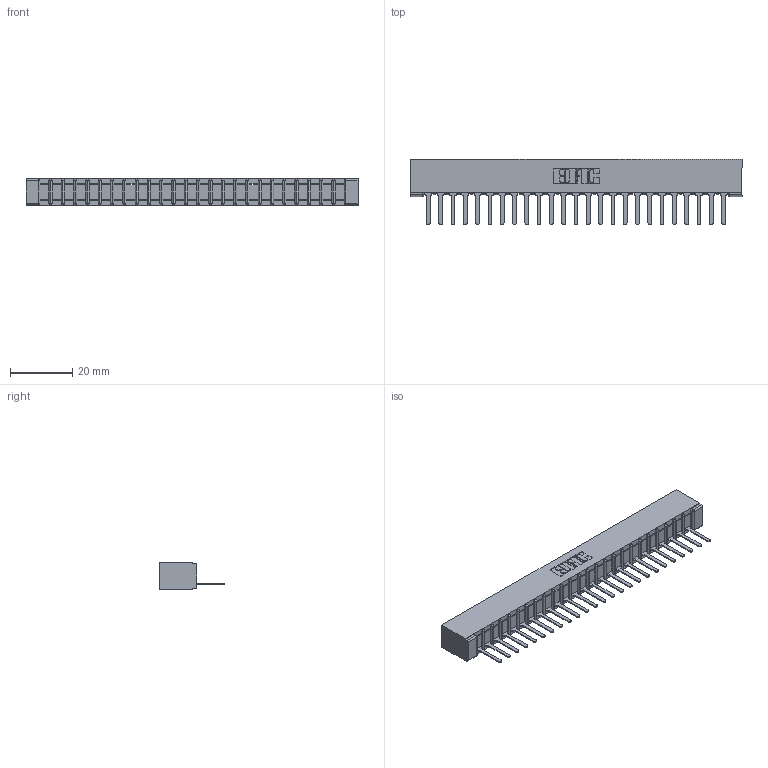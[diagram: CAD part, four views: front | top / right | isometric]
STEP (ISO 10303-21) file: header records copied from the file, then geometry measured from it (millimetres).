
FILE_DESCRIPTION (( 'STEP AP203' ), '1' );
FILE_NAME ('357-025-527-101.STEP', '2019-09-14T01:23:33', ( '' ), ( '' ), 'SwSTEP 2.0', 'SolidWorks 2016', '' );
FILE_SCHEMA (( 'CONFIG_CONTROL_DESIGN' ));
Length unit declared in the file: inch
Products named in the file (3): 307 Part_No Mounting Lugs; 357-025-527-101; 307-290-001_527
Assembly tree (26 placements, depth 2):
  357-025-527-101
    307 Part_No Mounting Lugs
    307-290-001_527  x25
Bounding box: 106.93 x 21.11 x 8.71 mm (x, y, z)
Volume: 6958.7 mm3; surface area: 11295.7 mm2
Topology: 26 solids, 26 shells, 1536 faces, 4349 edges, 2794 vertices
Faces by surface type: plane 991, cylinder 493, sphere 52
Entity records: 23218 total; most frequent: CARTESIAN_POINT 3904, ORIENTED_EDGE 3890, DIRECTION 3805, EDGE_CURVE 1945, LINE 1487, VECTOR 1487, VERTEX_POINT 1258, AXIS2_PLACEMENT_3D 1159
